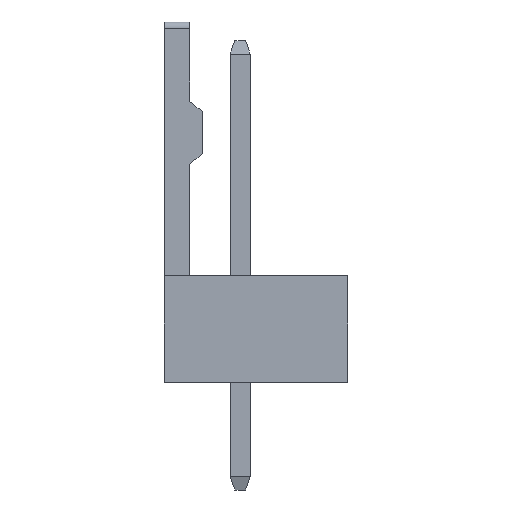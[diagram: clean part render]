
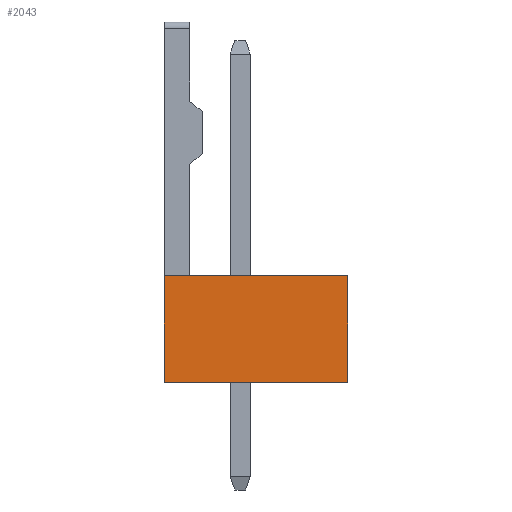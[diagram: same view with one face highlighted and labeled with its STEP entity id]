
A CAD part, left-side view. The second image highlights one B-rep face of the part: STEP entity #2043.
In plain terms, the highlighted planar face has unit normal (-1, 0, 0).
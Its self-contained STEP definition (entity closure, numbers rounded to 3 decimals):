
#62 = CARTESIAN_POINT ( 'NONE',  ( -5.08, -2.9, 0. ) ) ;
#126 = CARTESIAN_POINT ( 'NONE',  ( -5.08, -2.9, 3.38 ) ) ;
#257 = CARTESIAN_POINT ( 'NONE',  ( -5.08, -2.9, 11.4 ) ) ;
#382 = ORIENTED_EDGE ( 'NONE', *, *, #2577, .F. ) ;
#461 = CARTESIAN_POINT ( 'NONE',  ( -5.08, -2.9, 0. ) ) ;
#504 = AXIS2_PLACEMENT_3D ( 'NONE', #257, #2927, #2409 ) ;
#584 = CARTESIAN_POINT ( 'NONE',  ( -5.08, 2.9, 3.38 ) ) ;
#723 = ORIENTED_EDGE ( 'NONE', *, *, #1301, .T. ) ;
#781 = PLANE ( 'NONE',  #504 ) ;
#828 = LINE ( 'NONE', #126, #1603 ) ;
#958 = CARTESIAN_POINT ( 'NONE',  ( -5.08, -2.9, 11.4 ) ) ;
#1149 = CARTESIAN_POINT ( 'NONE',  ( -5.08, -2.9, 3.38 ) ) ;
#1190 = VERTEX_POINT ( 'NONE', #584 ) ;
#1252 = DIRECTION ( 'NONE',  ( 0., 0., -1. ) ) ;
#1253 = FACE_OUTER_BOUND ( 'NONE', #2832, .T. ) ;
#1272 = DIRECTION ( 'NONE',  ( 0., 0., -1. ) ) ;
#1301 = EDGE_CURVE ( 'NONE', #1789, #1602, #2631, .T. ) ;
#1459 = LINE ( 'NONE', #958, #2229 ) ;
#1530 = VECTOR ( 'NONE', #1272, 1000. ) ;
#1602 = VERTEX_POINT ( 'NONE', #62 ) ;
#1603 = VECTOR ( 'NONE', #1791, 1000. ) ;
#1627 = DIRECTION ( 'NONE',  ( 0., -1., 0. ) ) ;
#1788 = EDGE_CURVE ( 'NONE', #2473, #1190, #828, .T. ) ;
#1789 = VERTEX_POINT ( 'NONE', #2260 ) ;
#1791 = DIRECTION ( 'NONE',  ( 0., 1., 0. ) ) ;
#1975 = LINE ( 'NONE', #2921, #1530 ) ;
#2043 = ADVANCED_FACE ( 'NONE', ( #1253 ), #781, .F. ) ;
#2229 = VECTOR ( 'NONE', #1252, 1000. ) ;
#2260 = CARTESIAN_POINT ( 'NONE',  ( -5.08, 2.9, 0. ) ) ;
#2283 = ORIENTED_EDGE ( 'NONE', *, *, #2919, .T. ) ;
#2335 = ORIENTED_EDGE ( 'NONE', *, *, #1788, .T. ) ;
#2409 = DIRECTION ( 'NONE',  ( 0., 0., -1. ) ) ;
#2473 = VERTEX_POINT ( 'NONE', #1149 ) ;
#2577 = EDGE_CURVE ( 'NONE', #2473, #1602, #1459, .T. ) ;
#2631 = LINE ( 'NONE', #461, #2995 ) ;
#2832 = EDGE_LOOP ( 'NONE', ( #2335, #2283, #723, #382 ) ) ;
#2919 = EDGE_CURVE ( 'NONE', #1190, #1789, #1975, .T. ) ;
#2921 = CARTESIAN_POINT ( 'NONE',  ( -5.08, 2.9, 11.4 ) ) ;
#2927 = DIRECTION ( 'NONE',  ( 1., 0., 0. ) ) ;
#2995 = VECTOR ( 'NONE', #1627, 1000. ) ;
